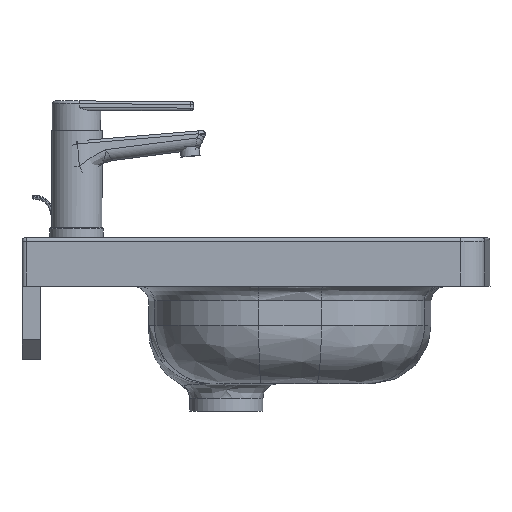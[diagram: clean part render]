
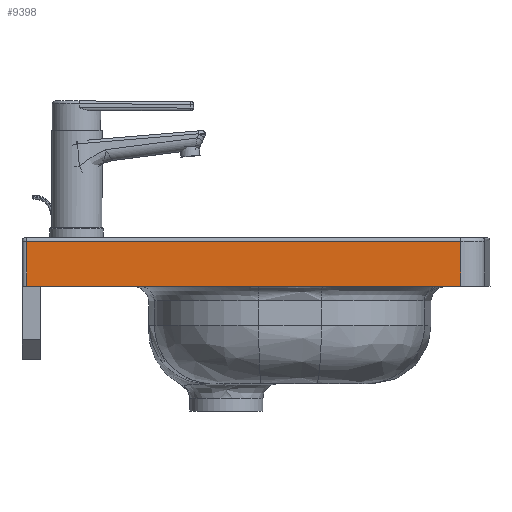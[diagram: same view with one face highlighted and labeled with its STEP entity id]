
A CAD part, left-side view. The second image highlights one B-rep face of the part: STEP entity #9398.
In plain terms, the highlighted planar face has unit normal (-1, 0, 0).
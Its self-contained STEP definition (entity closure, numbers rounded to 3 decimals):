
#8866=CARTESIAN_POINT('',(-420.143,-61.75,-50.0));
#8867=VERTEX_POINT('',#8866);
#8875=CARTESIAN_POINT('',(-420.143,383.43,-50.0));
#8876=VERTEX_POINT('',#8875);
#8877=CARTESIAN_POINT('',(-420.143,383.43,-50.0));
#8878=DIRECTION('',(0.0,-1.0,0.0));
#8879=VECTOR('',#8878,445.181);
#8880=LINE('',#8877,#8879);
#8881=EDGE_CURVE('',#8876,#8867,#8880,.T.);
#9071=CARTESIAN_POINT('',(-420.143,-61.75,-4.0));
#9072=VERTEX_POINT('',#9071);
#9081=CARTESIAN_POINT('',(-420.143,383.43,-4.0));
#9082=VERTEX_POINT('',#9081);
#9090=CARTESIAN_POINT('',(-420.143,383.43,-4.0));
#9091=DIRECTION('',(0.0,-1.0,0.0));
#9092=VECTOR('',#9091,445.181);
#9093=LINE('',#9090,#9092);
#9094=EDGE_CURVE('',#9082,#9072,#9093,.T.);
#9371=CARTESIAN_POINT('',(-420.143,-61.75,-4.0));
#9372=DIRECTION('',(0.0,0.0,-1.0));
#9373=VECTOR('',#9372,46.0);
#9374=LINE('',#9371,#9373);
#9375=EDGE_CURVE('',#9072,#8867,#9374,.T.);
#9382=CARTESIAN_POINT('',(-420.143,383.43,0.0));
#9383=DIRECTION('',(-1.0,0.0,0.0));
#9384=DIRECTION('',(0.0,0.0,1.0));
#9385=AXIS2_PLACEMENT_3D('',#9382,#9383,#9384);
#9386=PLANE('',#9385);
#9387=ORIENTED_EDGE('',*,*,#9094,.F.);
#9388=CARTESIAN_POINT('',(-420.143,383.43,-4.0));
#9389=DIRECTION('',(0.0,0.0,-1.0));
#9390=VECTOR('',#9389,46.0);
#9391=LINE('',#9388,#9390);
#9392=EDGE_CURVE('',#9082,#8876,#9391,.T.);
#9393=ORIENTED_EDGE('',*,*,#9392,.T.);
#9394=ORIENTED_EDGE('',*,*,#8881,.T.);
#9395=ORIENTED_EDGE('',*,*,#9375,.F.);
#9396=EDGE_LOOP('',(#9387,#9393,#9394,#9395));
#9397=FACE_OUTER_BOUND('',#9396,.T.);
#9398=ADVANCED_FACE('',(#9397),#9386,.T.);
